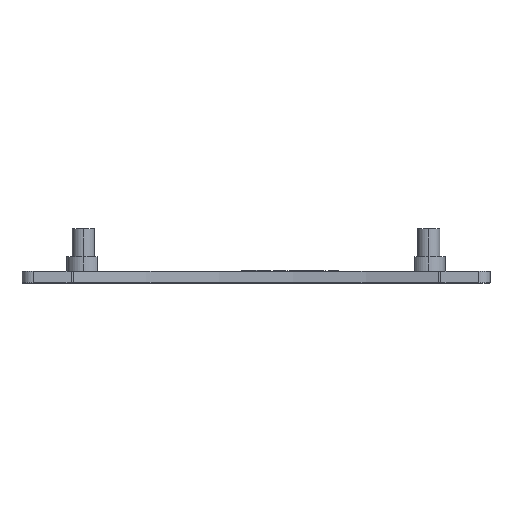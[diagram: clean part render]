
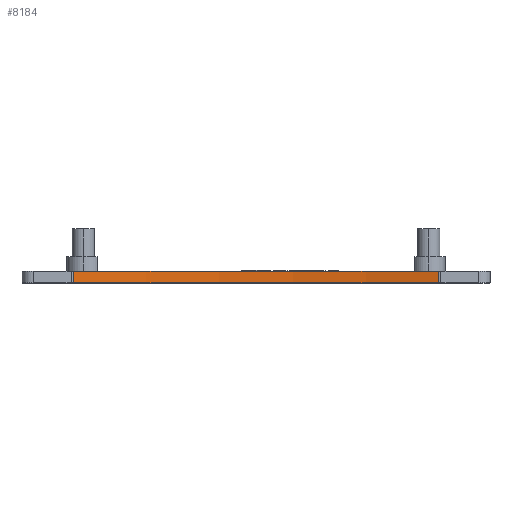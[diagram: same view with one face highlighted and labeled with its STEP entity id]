
A CAD part, top view. The second image highlights one B-rep face of the part: STEP entity #8184.
In plain terms, the highlighted cylindrical face has radius 200 mm (diameter 400 mm), a partial arc.
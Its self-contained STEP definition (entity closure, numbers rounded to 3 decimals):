
#5 = DIRECTION ( 'NONE',  ( 1., 0., 0. ) ) ;
#7 = CARTESIAN_POINT ( 'NONE',  ( 0., 121.6, 291.802 ) ) ;
#461 = EDGE_CURVE ( 'NONE', #4499, #6288, #9336, .T. ) ;
#732 = DIRECTION ( 'NONE',  ( 0., -1., 0. ) ) ;
#898 = AXIS2_PLACEMENT_3D ( 'NONE', #7, #732, #3018 ) ;
#975 = DIRECTION ( 'NONE',  ( 0., 1., 0. ) ) ;
#1228 = ORIENTED_EDGE ( 'NONE', *, *, #2404, .T. ) ;
#1283 = VERTEX_POINT ( 'NONE', #4364 ) ;
#1342 = VERTEX_POINT ( 'NONE', #9149 ) ;
#1494 = DIRECTION ( 'NONE',  ( 0., -1., 0. ) ) ;
#1709 = AXIS2_PLACEMENT_3D ( 'NONE', #9307, #1494, #5 ) ;
#2370 = FACE_OUTER_BOUND ( 'NONE', #4222, .T. ) ;
#2404 = EDGE_CURVE ( 'NONE', #1283, #6288, #9708, .T. ) ;
#2418 = DIRECTION ( 'NONE',  ( 0., -1., 0. ) ) ;
#2738 = LINE ( 'NONE', #3093, #9751 ) ;
#3018 = DIRECTION ( 'NONE',  ( -1., 0., 0. ) ) ;
#3093 = CARTESIAN_POINT ( 'NONE',  ( -49.043, 255.125, 97.908 ) ) ;
#3825 = ORIENTED_EDGE ( 'NONE', *, *, #461, .F. ) ;
#4222 = EDGE_LOOP ( 'NONE', ( #9528, #1228, #3825, #7085 ) ) ;
#4364 = CARTESIAN_POINT ( 'NONE',  ( 49.043, 118.6, 97.908 ) ) ;
#4377 = CARTESIAN_POINT ( 'NONE',  ( 0., 118.6, 291.802 ) ) ;
#4499 = VERTEX_POINT ( 'NONE', #9665 ) ;
#4676 = EDGE_CURVE ( 'NONE', #1283, #1342, #9042, .T. ) ;
#5887 = DIRECTION ( 'NONE',  ( 0., 1., 0. ) ) ;
#5919 = CARTESIAN_POINT ( 'NONE',  ( 49.043, 121.6, 97.908 ) ) ;
#6288 = VERTEX_POINT ( 'NONE', #5919 ) ;
#6840 = EDGE_CURVE ( 'NONE', #4499, #1342, #2738, .T. ) ;
#7085 = ORIENTED_EDGE ( 'NONE', *, *, #6840, .T. ) ;
#7185 = CARTESIAN_POINT ( 'NONE',  ( 49.043, 255.125, 97.908 ) ) ;
#7444 = CYLINDRICAL_SURFACE ( 'NONE', #1709, 200. ) ;
#7647 = VECTOR ( 'NONE', #975, 1000. ) ;
#8184 = ADVANCED_FACE ( 'NONE', ( #2370 ), #7444, .F. ) ;
#8332 = AXIS2_PLACEMENT_3D ( 'NONE', #4377, #5887, #9874 ) ;
#9042 = CIRCLE ( 'NONE', #8332, 200. ) ;
#9149 = CARTESIAN_POINT ( 'NONE',  ( -49.043, 118.6, 97.908 ) ) ;
#9307 = CARTESIAN_POINT ( 'NONE',  ( 0., 255.125, 291.802 ) ) ;
#9336 = CIRCLE ( 'NONE', #898, 200. ) ;
#9528 = ORIENTED_EDGE ( 'NONE', *, *, #4676, .F. ) ;
#9665 = CARTESIAN_POINT ( 'NONE',  ( -49.043, 121.6, 97.908 ) ) ;
#9708 = LINE ( 'NONE', #7185, #7647 ) ;
#9751 = VECTOR ( 'NONE', #2418, 1000. ) ;
#9874 = DIRECTION ( 'NONE',  ( 1., 0., 0. ) ) ;
